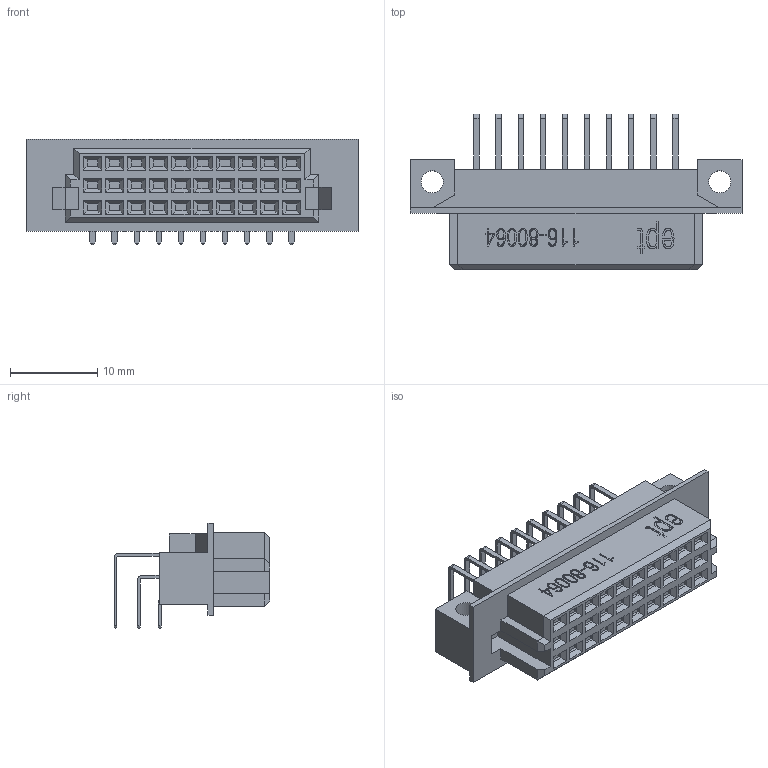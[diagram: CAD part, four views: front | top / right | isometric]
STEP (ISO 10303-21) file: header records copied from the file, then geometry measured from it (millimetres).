
FILE_DESCRIPTION(('FreeCAD Model'),'2;1');
FILE_NAME( '116-80064_C.step' ,'2018-04-27T17:47:58',('kicad StepUp'),('ksu MCAD'), 'Open CASCADE STEP processor 6.8','FreeCAD','Unknown');
FILE_SCHEMA(('AUTOMOTIVE_DESIGN_CC2 { 1 2 10303 214 -1 1 5 4 }'));
Length unit declared in the file: millimetre
Products named in the file (1): 116-80064_C
Bounding box: 38.12 x 17.87 x 12.15 mm (x, y, z)
Volume: 3029.8 mm3; surface area: 2519.2 mm2
Topology: 1 solids, 1 shells, 880 faces, 2258 edges, 1462 vertices
Faces by surface type: plane 725, bspline 91, cylinder 64
Entity records: 37508 total; most frequent: CARTESIAN_POINT 10966, ORIENTED_EDGE 4516, DIRECTION 3548, EDGE_CURVE 2258, LINE 1712, VECTOR 1712, VERTEX_POINT 1462, FACE_BOUND 966
